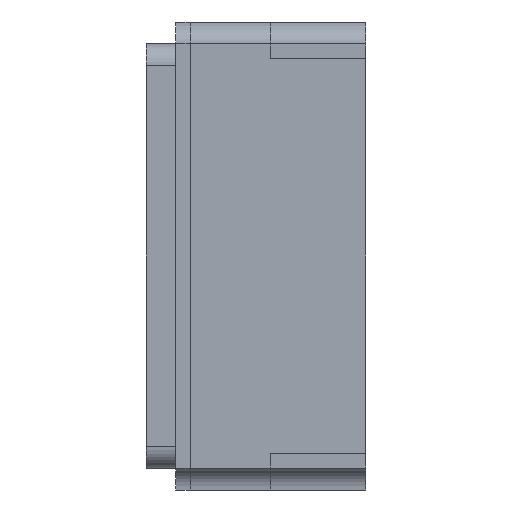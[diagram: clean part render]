
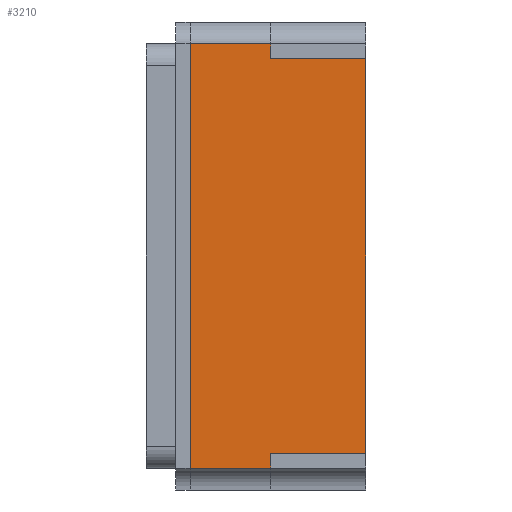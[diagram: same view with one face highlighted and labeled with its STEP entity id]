
A CAD part, left-side view. The second image highlights one B-rep face of the part: STEP entity #3210.
In plain terms, the highlighted planar face has unit normal (-1, 0, 0).
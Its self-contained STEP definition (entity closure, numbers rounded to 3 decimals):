
#37 = DIRECTION ( 'NONE',  ( 0., -1., 0. ) ) ;
#50 = LINE ( 'NONE', #5283, #5604 ) ;
#170 = EDGE_CURVE ( 'NONE', #1344, #2330, #1555, .T. ) ;
#249 = CARTESIAN_POINT ( 'NONE',  ( -2.5, 0.65, 1.35 ) ) ;
#286 = DIRECTION ( 'NONE',  ( 0., 0., -1. ) ) ;
#426 = CARTESIAN_POINT ( 'NONE',  ( -2.5, 1.2, 1.45 ) ) ;
#517 = ORIENTED_EDGE ( 'NONE', *, *, #2369, .F. ) ;
#625 = VECTOR ( 'NONE', #286, 1000. ) ;
#692 = VECTOR ( 'NONE', #37, 1000. ) ;
#795 = CARTESIAN_POINT ( 'NONE',  ( -2.5, 1.2, -1.45 ) ) ;
#820 = VECTOR ( 'NONE', #2862, 1000. ) ;
#825 = VERTEX_POINT ( 'NONE', #426 ) ;
#841 = VERTEX_POINT ( 'NONE', #1298 ) ;
#1118 = PLANE ( 'NONE',  #5303 ) ;
#1215 = CARTESIAN_POINT ( 'NONE',  ( -2.5, 0.65, 1.35 ) ) ;
#1252 = VERTEX_POINT ( 'NONE', #1574 ) ;
#1298 = CARTESIAN_POINT ( 'NONE',  ( -2.5, 0.65, 1.45 ) ) ;
#1344 = VERTEX_POINT ( 'NONE', #795 ) ;
#1539 = LINE ( 'NONE', #1215, #5549 ) ;
#1555 = LINE ( 'NONE', #3252, #4264 ) ;
#1574 = CARTESIAN_POINT ( 'NONE',  ( -2.5, 0., 1.35 ) ) ;
#1655 = LINE ( 'NONE', #4212, #3254 ) ;
#1662 = ORIENTED_EDGE ( 'NONE', *, *, #4278, .T. ) ;
#1847 = LINE ( 'NONE', #5023, #820 ) ;
#1968 = CARTESIAN_POINT ( 'NONE',  ( -2.5, 1.3, 0. ) ) ;
#2024 = VERTEX_POINT ( 'NONE', #2082 ) ;
#2082 = CARTESIAN_POINT ( 'NONE',  ( -2.5, 0.65, -1.35 ) ) ;
#2164 = CARTESIAN_POINT ( 'NONE',  ( -2.5, 1.3, 1.45 ) ) ;
#2194 = VERTEX_POINT ( 'NONE', #4388 ) ;
#2330 = VERTEX_POINT ( 'NONE', #2682 ) ;
#2369 = EDGE_CURVE ( 'NONE', #825, #841, #4298, .T. ) ;
#2405 = EDGE_CURVE ( 'NONE', #841, #2626, #1847, .T. ) ;
#2419 = EDGE_CURVE ( 'NONE', #2024, #2330, #4093, .T. ) ;
#2626 = VERTEX_POINT ( 'NONE', #249 ) ;
#2682 = CARTESIAN_POINT ( 'NONE',  ( -2.5, 0.65, -1.45 ) ) ;
#2821 = DIRECTION ( 'NONE',  ( -1., 0., 0. ) ) ;
#2862 = DIRECTION ( 'NONE',  ( 0., 0., -1. ) ) ;
#3191 = DIRECTION ( 'NONE',  ( 0., -1., 0. ) ) ;
#3210 = ADVANCED_FACE ( 'NONE', ( #4870 ), #1118, .T. ) ;
#3252 = CARTESIAN_POINT ( 'NONE',  ( -2.5, 1.3, -1.45 ) ) ;
#3254 = VECTOR ( 'NONE', #3774, 1000. ) ;
#3420 = ORIENTED_EDGE ( 'NONE', *, *, #170, .T. ) ;
#3435 = DIRECTION ( 'NONE',  ( 0., 0., -1. ) ) ;
#3528 = EDGE_CURVE ( 'NONE', #2626, #1252, #1539, .T. ) ;
#3744 = ORIENTED_EDGE ( 'NONE', *, *, #4386, .F. ) ;
#3774 = DIRECTION ( 'NONE',  ( 0., -1., 0. ) ) ;
#3849 = ORIENTED_EDGE ( 'NONE', *, *, #2419, .F. ) ;
#4006 = EDGE_LOOP ( 'NONE', ( #517, #3744, #3420, #3849, #1662, #4487, #5397, #4066 ) ) ;
#4066 = ORIENTED_EDGE ( 'NONE', *, *, #2405, .F. ) ;
#4093 = LINE ( 'NONE', #4584, #625 ) ;
#4153 = DIRECTION ( 'NONE',  ( 0., 0., 1. ) ) ;
#4212 = CARTESIAN_POINT ( 'NONE',  ( -2.5, 0.65, -1.35 ) ) ;
#4249 = DIRECTION ( 'NONE',  ( 0., -1., 0. ) ) ;
#4264 = VECTOR ( 'NONE', #3191, 1000. ) ;
#4278 = EDGE_CURVE ( 'NONE', #2024, #2194, #1655, .T. ) ;
#4298 = LINE ( 'NONE', #2164, #692 ) ;
#4386 = EDGE_CURVE ( 'NONE', #1344, #825, #4497, .T. ) ;
#4388 = CARTESIAN_POINT ( 'NONE',  ( -2.5, 0., -1.35 ) ) ;
#4487 = ORIENTED_EDGE ( 'NONE', *, *, #5077, .F. ) ;
#4497 = LINE ( 'NONE', #5002, #4848 ) ;
#4584 = CARTESIAN_POINT ( 'NONE',  ( -2.5, 0.65, -1.45 ) ) ;
#4848 = VECTOR ( 'NONE', #5225, 1000. ) ;
#4870 = FACE_OUTER_BOUND ( 'NONE', #4006, .T. ) ;
#5002 = CARTESIAN_POINT ( 'NONE',  ( -2.5, 1.2, -1.45 ) ) ;
#5023 = CARTESIAN_POINT ( 'NONE',  ( -2.5, 0.65, 1.45 ) ) ;
#5077 = EDGE_CURVE ( 'NONE', #1252, #2194, #50, .T. ) ;
#5225 = DIRECTION ( 'NONE',  ( 0., 0., 1. ) ) ;
#5283 = CARTESIAN_POINT ( 'NONE',  ( -2.5, 0., 0. ) ) ;
#5303 = AXIS2_PLACEMENT_3D ( 'NONE', #1968, #2821, #4153 ) ;
#5397 = ORIENTED_EDGE ( 'NONE', *, *, #3528, .F. ) ;
#5549 = VECTOR ( 'NONE', #4249, 1000. ) ;
#5604 = VECTOR ( 'NONE', #3435, 1000. ) ;
